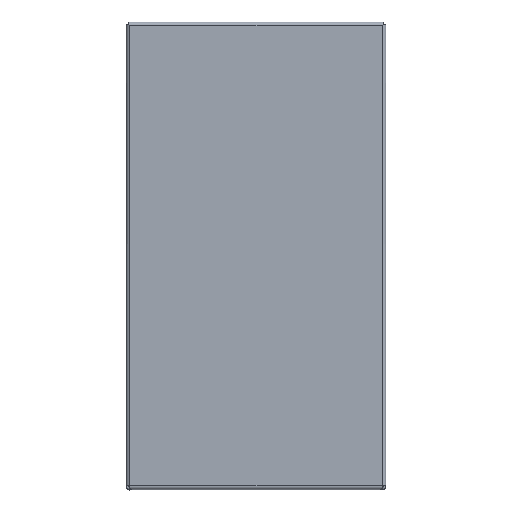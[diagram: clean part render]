
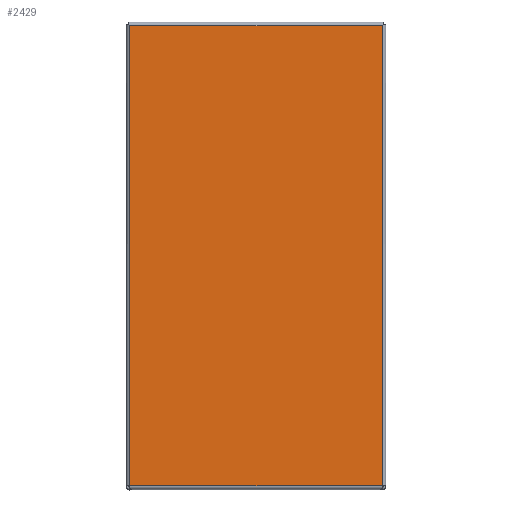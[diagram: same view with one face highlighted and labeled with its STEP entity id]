
A CAD part, top view. The second image highlights one B-rep face of the part: STEP entity #2429.
In plain terms, the highlighted planar face has unit normal (0, 0, 1).
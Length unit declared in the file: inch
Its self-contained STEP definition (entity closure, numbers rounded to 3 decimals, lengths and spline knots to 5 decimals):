
#104 = VECTOR ( 'NONE', #1859, 39.37008 ) ;
#182 = VERTEX_POINT ( 'NONE', #1722 ) ;
#201 = VERTEX_POINT ( 'NONE', #581 ) ;
#323 = VECTOR ( 'NONE', #2479, 39.37008 ) ;
#430 = EDGE_CURVE ( 'NONE', #1598, #201, #2268, .T. ) ;
#549 = ORIENTED_EDGE ( 'NONE', *, *, #430, .T. ) ;
#581 = CARTESIAN_POINT ( 'NONE',  ( 9.857, 17.762, 8. ) ) ;
#615 = DIRECTION ( 'NONE',  ( 1., 0., 0. ) ) ;
#645 = VERTEX_POINT ( 'NONE', #1322 ) ;
#660 = EDGE_CURVE ( 'NONE', #182, #645, #1144, .T. ) ;
#1016 = CARTESIAN_POINT ( 'NONE',  ( 0., 17.762, 8. ) ) ;
#1019 = VECTOR ( 'NONE', #2018, 39.37008 ) ;
#1125 = ORIENTED_EDGE ( 'NONE', *, *, #2243, .T. ) ;
#1144 = LINE ( 'NONE', #1925, #1702 ) ;
#1302 = FACE_OUTER_BOUND ( 'NONE', #2496, .T. ) ;
#1322 = CARTESIAN_POINT ( 'NONE',  ( 0.143, 0.048, 8. ) ) ;
#1570 = ORIENTED_EDGE ( 'NONE', *, *, #660, .T. ) ;
#1595 = CARTESIAN_POINT ( 'NONE',  ( 0., 0., 8. ) ) ;
#1598 = VERTEX_POINT ( 'NONE', #1734 ) ;
#1641 = EDGE_CURVE ( 'NONE', #201, #182, #2033, .T. ) ;
#1698 = CARTESIAN_POINT ( 'NONE',  ( 9.857, 0., 8. ) ) ;
#1702 = VECTOR ( 'NONE', #2488, 39.37008 ) ;
#1722 = CARTESIAN_POINT ( 'NONE',  ( 0.143, 17.762, 8. ) ) ;
#1734 = CARTESIAN_POINT ( 'NONE',  ( 9.857, 0.048, 8. ) ) ;
#1859 = DIRECTION ( 'NONE',  ( 1., 0., 0. ) ) ;
#1925 = CARTESIAN_POINT ( 'NONE',  ( 0.143, 0., 8. ) ) ;
#2018 = DIRECTION ( 'NONE',  ( -1., 0., 0. ) ) ;
#2033 = LINE ( 'NONE', #1016, #1019 ) ;
#2040 = CARTESIAN_POINT ( 'NONE',  ( 0., 0.048, 8. ) ) ;
#2086 = PLANE ( 'NONE',  #2264 ) ;
#2191 = ORIENTED_EDGE ( 'NONE', *, *, #1641, .T. ) ;
#2243 = EDGE_CURVE ( 'NONE', #645, #1598, #2435, .T. ) ;
#2264 = AXIS2_PLACEMENT_3D ( 'NONE', #1595, #2379, #615 ) ;
#2268 = LINE ( 'NONE', #1698, #323 ) ;
#2379 = DIRECTION ( 'NONE',  ( 0., 0., 1. ) ) ;
#2429 = ADVANCED_FACE ( 'NONE', ( #1302 ), #2086, .T. ) ;
#2435 = LINE ( 'NONE', #2040, #104 ) ;
#2479 = DIRECTION ( 'NONE',  ( 0., 1., 0. ) ) ;
#2488 = DIRECTION ( 'NONE',  ( 0., -1., 0. ) ) ;
#2496 = EDGE_LOOP ( 'NONE', ( #549, #2191, #1570, #1125 ) ) ;
